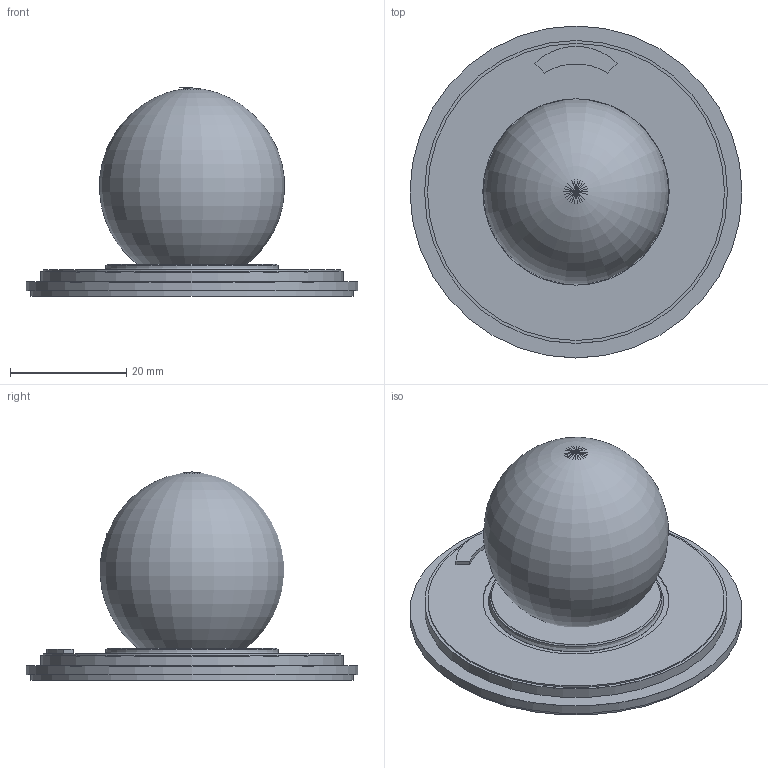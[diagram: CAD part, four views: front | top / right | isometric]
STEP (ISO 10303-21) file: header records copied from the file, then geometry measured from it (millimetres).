
FILE_DESCRIPTION(/* description */ ('Alibre Inc.'),/* implementation_level */ '2;1');
FILE_NAME(/* name */ 'export0',/* time_stamp */ '2018-10-03T20:37:40-05:00',/* author */ (''),/* organization */ (''),/* preprocessor_version */ 'ST-DEVELOPER v17',/* originating_system */ 'Alibre',/* authorisation */ '');
FILE_SCHEMA (('CONFIG_CONTROL_DESIGN'));
Length unit declared in the file: millimetre
Products named in the file (1): ID_1
Bounding box: 57 x 57 x 35.77 mm (x, y, z)
Volume: 11093.4 mm3; surface area: 15255.2 mm2
Topology: 1 solids, 2 shells, 84 faces, 136 edges, 91 vertices
Faces by surface type: plane 65, cylinder 15, cone 2, torus 2
Full cylindrical faces by diameter (mm): 16.8 x1, 17.2 x1, 29.6 x1, 30 x1, 32 x1, 51 x1, 51.6 x1, 51.85 x2, 52 x1, 55.35 x1, 56.6 x1, 57 x1
Entity records: 2173 total; most frequent: CARTESIAN_POINT 760, ORIENTED_EDGE 226, DIRECTION 195, FACE_BOUND 137, EDGE_LOOP 136, AXIS2_PLACEMENT_3D 114, EDGE_CURVE 113, VERTEX_POINT 86
